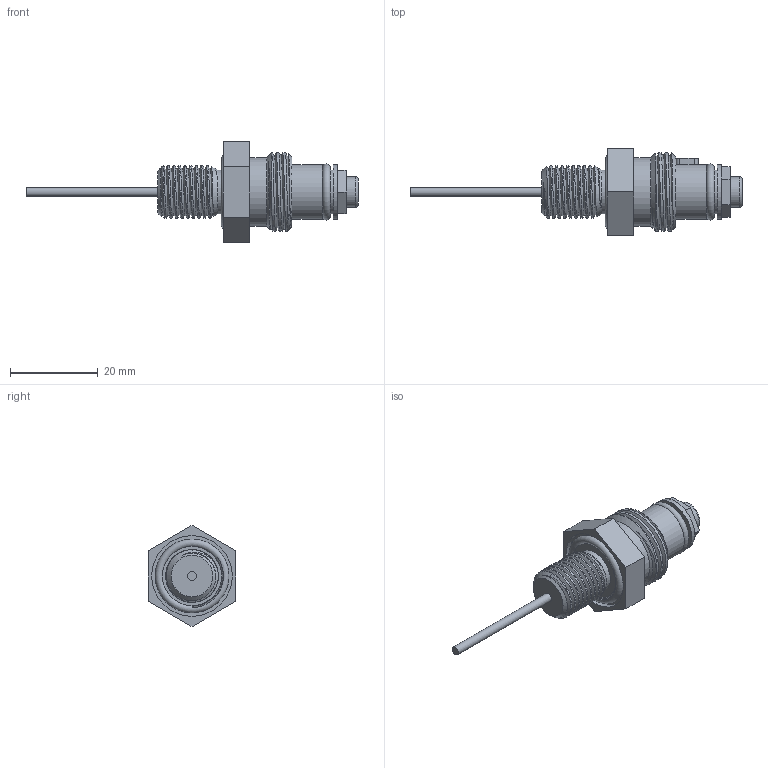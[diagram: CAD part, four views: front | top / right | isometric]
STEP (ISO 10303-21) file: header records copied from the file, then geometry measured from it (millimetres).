
FILE_DESCRIPTION(/* description */ (''),/* implementation_level */ '2;1');
FILE_NAME(/* name */ 'Single Fibre BCR 1-2 - 20 UNF - AISI316.stp',/* time_stamp */ '2015-12-10T09:15:03+01:00',/* author */ ('sh'),/* organization */ (''),/* preprocessor_version */ 'ST-DEVELOPER v15.2',/* originating_system */ 'Autodesk Inventor 2014',/* authorisation */ '');
FILE_SCHEMA (('AUTOMOTIVE_DESIGN { 1 0 10303 214 3 1 1 }'));
Length unit declared in the file: millimetre
Products named in the file (1): Single Fibre BCR 1-2 - 20 UNF - AISI316
Bounding box: 75.7 x 20 x 23.09 mm (x, y, z)
Volume: 16.9 mm3; surface area: 7692.5 mm2
Topology: 3 solids, 6 shells, 69 faces, 147 edges, 95 vertices
Faces by surface type: plane 34, cylinder 18, cone 7, torus 5, bspline 5
Full cylindrical faces by diameter (mm): 0.2 x1, 2 x1, 2.5 x1, 6.95 x1, 10 x3, 12.5 x2, 13.6 x1, 15.7 x1, 18.4 x1
Entity records: 4031 total; most frequent: CARTESIAN_POINT 2691, DIRECTION 262, ORIENTED_EDGE 224, EDGE_CURVE 108, AXIS2_PLACEMENT_3D 107, EDGE_LOOP 104, VERTEX_POINT 81, ADVANCED_FACE 67
